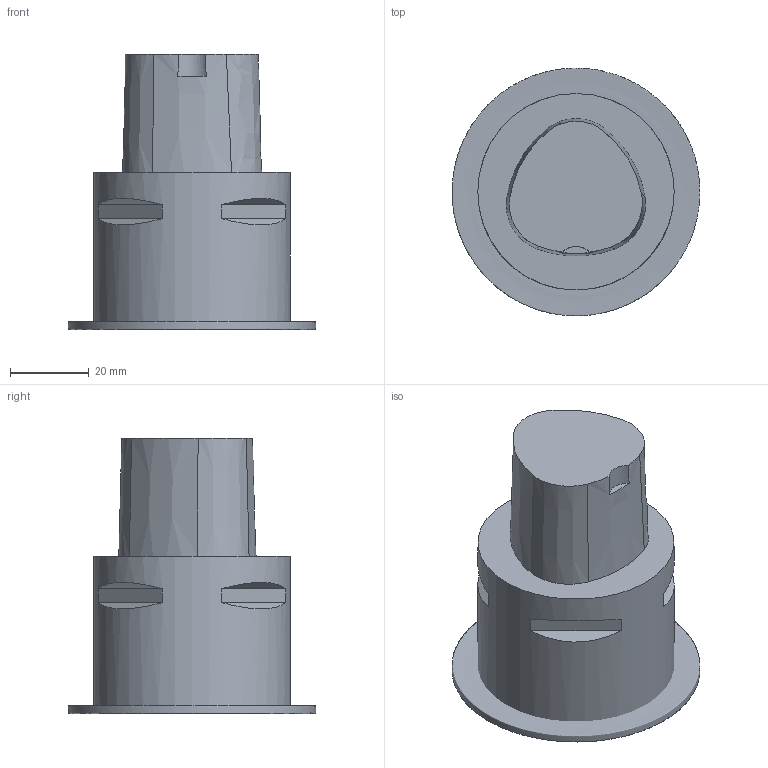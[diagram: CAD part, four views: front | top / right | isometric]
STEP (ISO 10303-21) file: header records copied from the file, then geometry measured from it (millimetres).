
FILE_DESCRIPTION(/* description */ (''),/* implementation_level */ '2;1');
FILE_NAME(/* name */ '1713892270389.stp',/* time_stamp */ '2024-04-23T22:41:23+05:00',/* author */ (''),/* organization */ ('SMS'),/* preprocessor_version */ 'ST-DEVELOPER v16.7',/* originating_system */ 'SIEMENS PLM Software NX 12.0',/* authorisation */ '');
FILE_SCHEMA (('AUTOMOTIVE_DESIGN { 1 0 10303 214 3 1 1 1 }'));
Length unit declared in the file: millimetre
Products named in the file (4): ASSEMBLY_CONSTRUCTION; 205262233mod000_00; 205277961mod000_00; 205277962mod000_00
Assembly tree (3 placements, depth 2):
  205277962mod000_00
    205277961mod000_00
    205262233mod000_00
    ASSEMBLY_CONSTRUCTION
Bounding box: 63 x 63 x 70 mm (x, y, z)
Volume: 106852.1 mm3; surface area: 16781.4 mm2
Topology: 2 solids, 3 shells, 28 faces, 63 edges, 54 vertices
Faces by surface type: plane 17, cone 7, cylinder 2, bspline 2
Full cylindrical faces by diameter (mm): 50 x1
Entity records: 5732 total; most frequent: CARTESIAN_POINT 4883, DIRECTION 158, ORIENTED_EDGE 112, AXIS2_PLACEMENT_3D 67, EDGE_CURVE 56, VERTEX_POINT 42, EDGE_LOOP 35, ADVANCED_FACE 28
